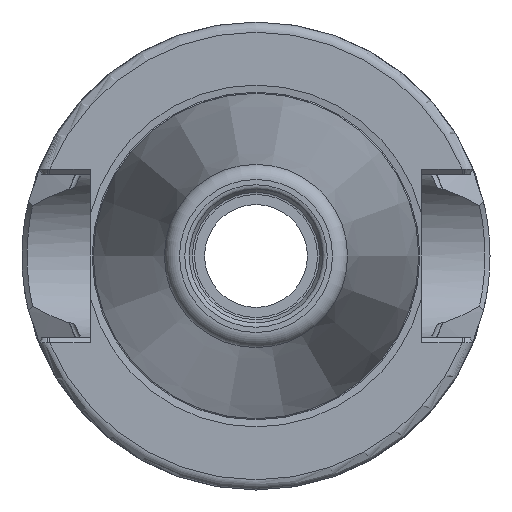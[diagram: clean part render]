
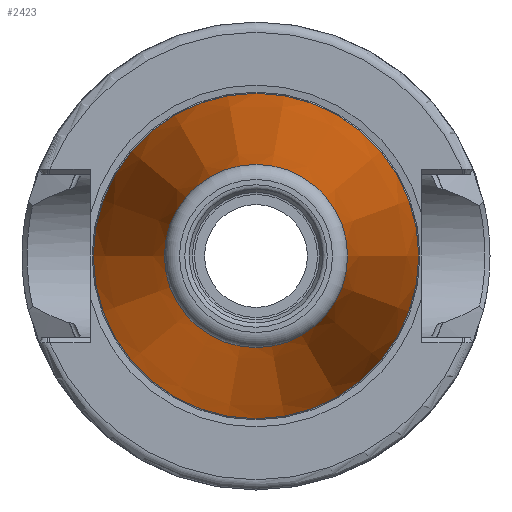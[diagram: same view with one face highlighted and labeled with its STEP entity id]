
A CAD part, left-side view. The second image highlights one B-rep face of the part: STEP entity #2423.
In plain terms, the highlighted conical face has half-angle 8.297 degrees and reference radius 12.502 mm.
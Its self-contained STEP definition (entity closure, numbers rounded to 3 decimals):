
#299=FACE_OUTER_BOUND('',#435,.T.);
#435=EDGE_LOOP('',(#2008,#2009,#2010,#2011,#2012,#2013,#2014));
#562=LINE('',#4626,#692);
#692=VECTOR('',#3192,12.502);
#856=CIRCLE('',#2661,9.004);
#857=CIRCLE('',#2662,9.004);
#858=CIRCLE('',#2663,9.004);
#860=CIRCLE('',#2666,15.999);
#861=CIRCLE('',#2667,15.999);
#1078=VERTEX_POINT('',#4614);
#1079=VERTEX_POINT('',#4615);
#1080=VERTEX_POINT('',#4617);
#1081=VERTEX_POINT('',#4622);
#1082=VERTEX_POINT('',#4623);
#1411=EDGE_CURVE('',#1078,#1079,#856,.T.);
#1412=EDGE_CURVE('',#1080,#1078,#857,.T.);
#1413=EDGE_CURVE('',#1079,#1080,#858,.T.);
#1415=EDGE_CURVE('',#1081,#1082,#860,.T.);
#1416=EDGE_CURVE('',#1082,#1081,#861,.T.);
#1417=EDGE_CURVE('',#1082,#1080,#562,.T.);
#2008=ORIENTED_EDGE('',*,*,#1415,.F.);
#2009=ORIENTED_EDGE('',*,*,#1416,.F.);
#2010=ORIENTED_EDGE('',*,*,#1417,.T.);
#2011=ORIENTED_EDGE('',*,*,#1412,.T.);
#2012=ORIENTED_EDGE('',*,*,#1411,.T.);
#2013=ORIENTED_EDGE('',*,*,#1413,.T.);
#2014=ORIENTED_EDGE('',*,*,#1417,.F.);
#2338=CONICAL_SURFACE('',#2665,12.502,0.145);
#2423=ADVANCED_FACE('',(#299),#2338,.T.);
#2661=AXIS2_PLACEMENT_3D('',#4616,#3178,#3179);
#2662=AXIS2_PLACEMENT_3D('',#4618,#3180,#3181);
#2663=AXIS2_PLACEMENT_3D('',#4619,#3182,#3183);
#2665=AXIS2_PLACEMENT_3D('',#4621,#3186,#3187);
#2666=AXIS2_PLACEMENT_3D('',#4624,#3188,#3189);
#2667=AXIS2_PLACEMENT_3D('',#4625,#3190,#3191);
#3178=DIRECTION('center_axis',(1.,0.,0.));
#3179=DIRECTION('ref_axis',(0.,0.,-1.));
#3180=DIRECTION('center_axis',(1.,0.,0.));
#3181=DIRECTION('ref_axis',(0.,0.,-1.));
#3182=DIRECTION('center_axis',(1.,0.,0.));
#3183=DIRECTION('ref_axis',(0.,0.,-1.));
#3186=DIRECTION('center_axis',(1.,0.,0.));
#3187=DIRECTION('ref_axis',(0.,1.,0.));
#3188=DIRECTION('center_axis',(1.,0.,0.));
#3189=DIRECTION('ref_axis',(0.,0.,-1.));
#3190=DIRECTION('center_axis',(1.,0.,0.));
#3191=DIRECTION('ref_axis',(0.,0.,-1.));
#3192=DIRECTION('',(-0.99,0.144,0.));
#4614=CARTESIAN_POINT('',(-47.116,9.004,0.));
#4615=CARTESIAN_POINT('',(-47.116,0.,9.004));
#4616=CARTESIAN_POINT('Origin',(-47.116,0.,
0.));
#4617=CARTESIAN_POINT('',(-47.116,-9.004,0.));
#4618=CARTESIAN_POINT('Origin',(-47.116,0.,
0.));
#4619=CARTESIAN_POINT('Origin',(-47.116,0.,
0.));
#4621=CARTESIAN_POINT('Origin',(-23.132,0.,0.));
#4622=CARTESIAN_POINT('',(0.852,15.999,0.));
#4623=CARTESIAN_POINT('',(0.852,-15.999,0.));
#4624=CARTESIAN_POINT('Origin',(0.852,0.,
0.));
#4625=CARTESIAN_POINT('Origin',(0.852,0.,
0.));
#4626=CARTESIAN_POINT('',(-23.132,-12.502,0.));
